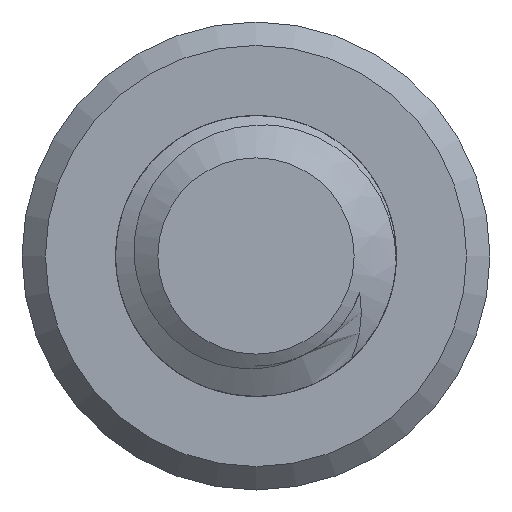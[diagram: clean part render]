
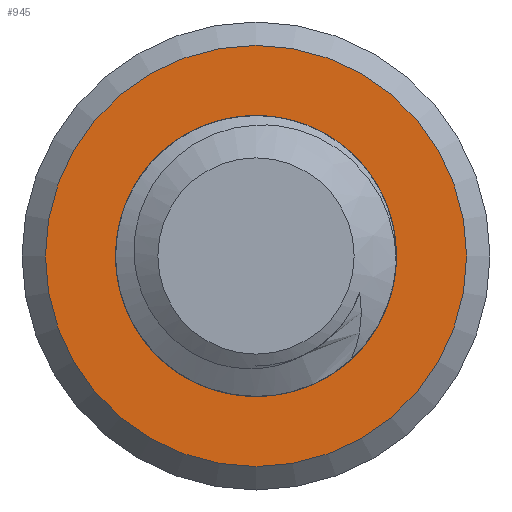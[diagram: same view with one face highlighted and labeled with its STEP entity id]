
A CAD part, left-side view. The second image highlights one B-rep face of the part: STEP entity #945.
In plain terms, the highlighted face is planar.
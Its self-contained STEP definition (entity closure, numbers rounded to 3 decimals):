
#20=FACE_BOUND('',#149,.T.);
#23=PLANE('',#1030);
#91=FACE_OUTER_BOUND('',#148,.T.);
#148=EDGE_LOOP('',(#822));
#149=EDGE_LOOP('',(#823,#824,#825,#826));
#162=CIRCLE('',#974,3.);
#166=CIRCLE('',#1010,4.5);
#172=CIRCLE('',#1021,2.35);
#249=B_SPLINE_CURVE_WITH_KNOTS('',3,(#4198,#4199,#4200,#4201,#4202,#4203,
#4204,#4205,#4206,#4207,#4208,#4209,#4210,#4211,#4212,#4213,#4214,#4215),
 .UNSPECIFIED.,.F.,.F.,(4,2,2,2,2,2,2,2,4),(0.,0.063,0.123,
0.214,0.337,0.493,0.643,
0.689,0.721),.UNSPECIFIED.);
#250=B_SPLINE_CURVE_WITH_KNOTS('',3,(#4674,#4675,#4676,#4677,#4678,#4679,
#4680,#4681,#4682,#4683,#4684,#4685,#4686,#4687,#4688,#4689,#4690,#4691),
 .UNSPECIFIED.,.F.,.F.,(4,2,2,2,2,2,2,2,4),(0.,0.084,0.161,
0.268,0.31,0.377,0.449,
0.51,0.597),.UNSPECIFIED.);
#349=VERTEX_POINT('',#1244);
#350=VERTEX_POINT('',#1257);
#417=VERTEX_POINT('',#3625);
#426=VERTEX_POINT('',#3696);
#427=VERTEX_POINT('',#3709);
#440=EDGE_CURVE('',#349,#350,#162,.T.);
#539=EDGE_CURVE('',#417,#417,#166,.T.);
#553=EDGE_CURVE('',#427,#426,#172,.T.);
#557=EDGE_CURVE('',#426,#350,#249,.T.);
#558=EDGE_CURVE('',#349,#427,#250,.T.);
#822=ORIENTED_EDGE('',*,*,#539,.T.);
#823=ORIENTED_EDGE('',*,*,#440,.F.);
#824=ORIENTED_EDGE('',*,*,#558,.T.);
#825=ORIENTED_EDGE('',*,*,#553,.T.);
#826=ORIENTED_EDGE('',*,*,#557,.T.);
#945=ADVANCED_FACE('',(#91,#20),#23,.F.);
#974=AXIS2_PLACEMENT_3D('',#1258,#1051,#1052);
#1010=AXIS2_PLACEMENT_3D('',#3627,#1155,#1156);
#1021=AXIS2_PLACEMENT_3D('',#3710,#1180,#1181);
#1030=AXIS2_PLACEMENT_3D('',#4703,#1198,#1199);
#1051=DIRECTION('center_axis',(0.,0.,1.));
#1052=DIRECTION('ref_axis',(1.,0.,0.));
#1155=DIRECTION('center_axis',(0.,0.,1.));
#1156=DIRECTION('ref_axis',(-1.,0.,0.));
#1180=DIRECTION('center_axis',(0.,0.,-1.));
#1181=DIRECTION('ref_axis',(1.,0.,0.));
#1198=DIRECTION('center_axis',(0.,0.,-1.));
#1199=DIRECTION('ref_axis',(-1.,0.,0.));
#1244=CARTESIAN_POINT('',(0.,3.,-16.));
#1257=CARTESIAN_POINT('',(-2.102,2.141,-16.));
#1258=CARTESIAN_POINT('Origin',(0.,0.,-16.));
#3625=CARTESIAN_POINT('',(4.5,0.,-16.));
#3627=CARTESIAN_POINT('Origin',(0.,0.,-16.));
#3696=CARTESIAN_POINT('',(0.,-2.35,-16.));
#3709=CARTESIAN_POINT('',(1.647,-1.677,-16.));
#3710=CARTESIAN_POINT('Origin',(0.,0.,-16.));
#4198=CARTESIAN_POINT('Ctrl Pts',(0.,-2.35,
-16.));
#4199=CARTESIAN_POINT('Ctrl Pts',(-0.207,-2.373,-16.));
#4200=CARTESIAN_POINT('Ctrl Pts',(-0.417,-2.368,
-16.));
#4201=CARTESIAN_POINT('Ctrl Pts',(-0.822,-2.309,
-16.));
#4202=CARTESIAN_POINT('Ctrl Pts',(-1.016,-2.256,-16.));
#4203=CARTESIAN_POINT('Ctrl Pts',(-1.484,-2.065,-16.));
#4204=CARTESIAN_POINT('Ctrl Pts',(-1.742,-1.898,-16.));
#4205=CARTESIAN_POINT('Ctrl Pts',(-2.262,-1.408,-16.));
#4206=CARTESIAN_POINT('Ctrl Pts',(-2.446,-1.095,-16.));
#4207=CARTESIAN_POINT('Ctrl Pts',(-2.703,-0.516,-16.));
#4208=CARTESIAN_POINT('Ctrl Pts',(-2.784,-0.168,
-16.));
#4209=CARTESIAN_POINT('Ctrl Pts',(-2.809,0.526,-16.));
#4210=CARTESIAN_POINT('Ctrl Pts',(-2.758,0.864,-16.));
#4211=CARTESIAN_POINT('Ctrl Pts',(-2.614,1.284,-16.));
#4212=CARTESIAN_POINT('Ctrl Pts',(-2.544,1.472,-16.));
#4213=CARTESIAN_POINT('Ctrl Pts',(-2.323,1.854,-16.));
#4214=CARTESIAN_POINT('Ctrl Pts',(-2.219,2.002,-16.));
#4215=CARTESIAN_POINT('Ctrl Pts',(-2.102,2.141,-16.));
#4674=CARTESIAN_POINT('Ctrl Pts',(0.,3.,
-16.));
#4675=CARTESIAN_POINT('Ctrl Pts',(0.279,2.977,-16.));
#4676=CARTESIAN_POINT('Ctrl Pts',(0.554,2.912,-16.));
#4677=CARTESIAN_POINT('Ctrl Pts',(1.051,2.715,-16.));
#4678=CARTESIAN_POINT('Ctrl Pts',(1.274,2.59,-16.));
#4679=CARTESIAN_POINT('Ctrl Pts',(1.763,2.221,-16.));
#4680=CARTESIAN_POINT('Ctrl Pts',(2.006,1.953,-16.));
#4681=CARTESIAN_POINT('Ctrl Pts',(2.265,1.528,-16.));
#4682=CARTESIAN_POINT('Ctrl Pts',(2.347,1.374,-16.));
#4683=CARTESIAN_POINT('Ctrl Pts',(2.525,0.906,-16.));
#4684=CARTESIAN_POINT('Ctrl Pts',(2.582,0.601,-16.));
#4685=CARTESIAN_POINT('Ctrl Pts',(2.584,-0.034,
-16.));
#4686=CARTESIAN_POINT('Ctrl Pts',(2.522,-0.357,-16.));
#4687=CARTESIAN_POINT('Ctrl Pts',(2.298,-0.92,-16.));
#4688=CARTESIAN_POINT('Ctrl Pts',(2.173,-1.109,-16.));
#4689=CARTESIAN_POINT('Ctrl Pts',(1.961,-1.398,-16.));
#4690=CARTESIAN_POINT('Ctrl Pts',(1.813,-1.549,-16.));
#4691=CARTESIAN_POINT('Ctrl Pts',(1.647,-1.677,-16.));
#4703=CARTESIAN_POINT('Origin',(0.,0.,-16.));
